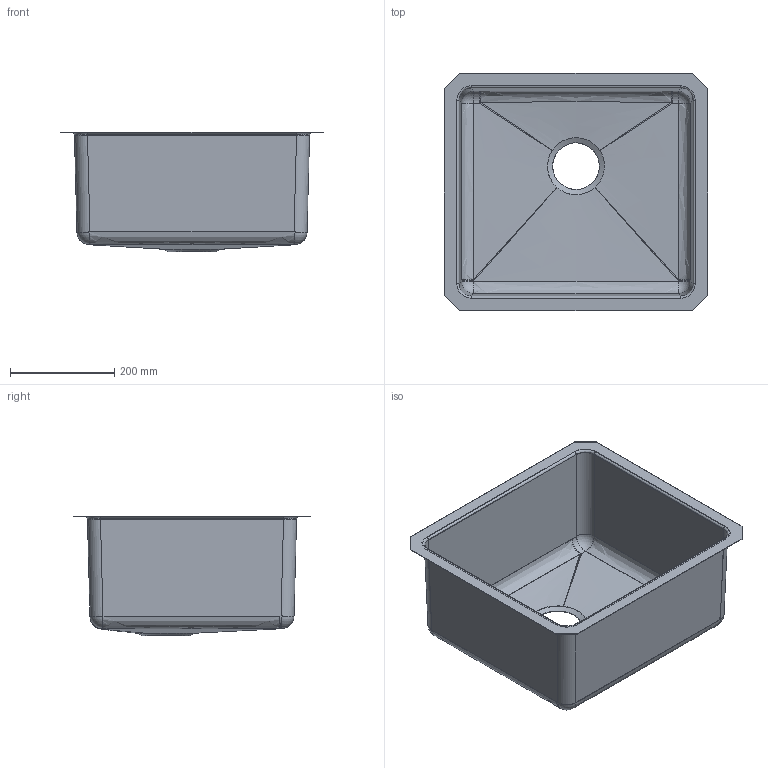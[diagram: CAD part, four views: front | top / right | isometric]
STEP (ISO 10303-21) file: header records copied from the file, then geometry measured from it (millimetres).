
FILE_DESCRIPTION(/* description */ (''),/* implementation_level */ '2;1');
FILE_NAME(/* name */ '5045',/* time_stamp */ '2020-03-09T14:43:45+08:00',/* author */ (''),/* organization */ (''),/* preprocessor_version */ 'ST-DEVELOPER v9',/* originating_system */ 'UGS - NX 4.0',/* authorisation */ '');
FILE_SCHEMA (('AUTOMOTIVE_DESIGN { 1 0 10303 214 1 1 1 1 }'));
Length unit declared in the file: millimetre
Products named in the file (1): Admi97FEwxqi
Bounding box: 506 x 456 x 230 mm (x, y, z)
Volume: 554387.9 mm3; surface area: 1098155.1 mm2
Topology: 1 solids, 1 shells, 94 faces, 239 edges, 140 vertices
Faces by surface type: bspline 42, plane 19, cylinder 16, sphere 16, extrusion 1
Entity records: 4349 total; most frequent: CARTESIAN_POINT 2421, ORIENTED_EDGE 450, DIRECTION 321, EDGE_CURVE 225, VERTEX_POINT 137, AXIS2_PLACEMENT_3D 132, EDGE_LOOP 100, ADVANCED_FACE 94
